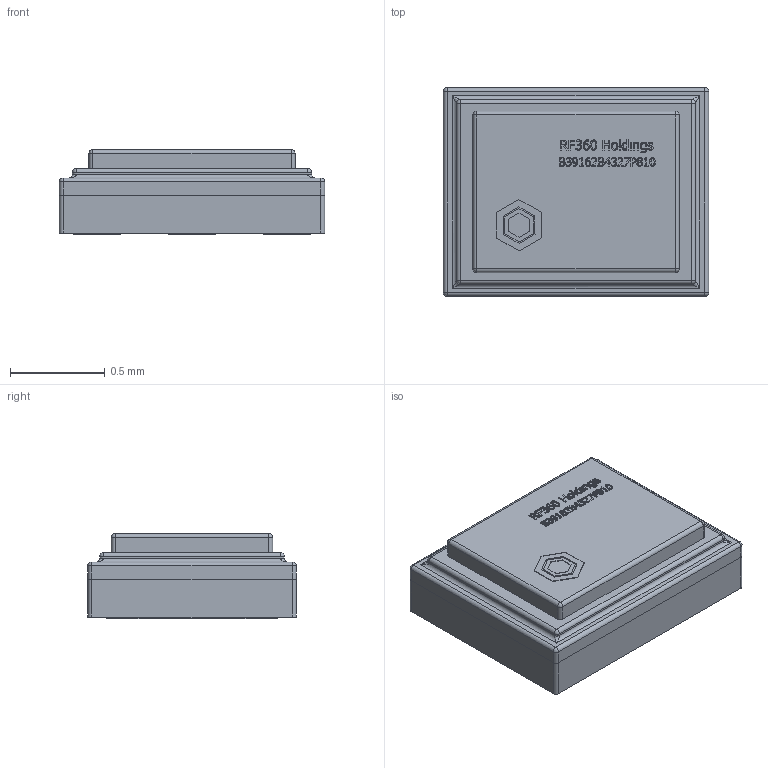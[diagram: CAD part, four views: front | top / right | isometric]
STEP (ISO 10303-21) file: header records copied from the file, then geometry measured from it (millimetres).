
FILE_DESCRIPTION( ( '' ), ' ' );
FILE_NAME( '5c381e98174cb91524f9b504.step', '2019-01-11T04:42:01', ( '' ), ( '' ), ' ', ' ', ' ' );
FILE_SCHEMA( ( 'AUTOMOTIVE_DESIGN { 1 0 10303 214 1 1 1 1 }' ) );
Length unit declared in the file: metre
Products named in the file (37): Open CASCADE STEP translator 6.8 3; Open CASCADE STEP translator 6.8 2; Open CASCADE STEP translator 6.8 1
Bounding box: 1.4 x 1.1 x 0.45 mm (x, y, z)
Volume: 0.6 mm3; surface area: 9.3 mm2
Topology: 37 solids, 37 shells, 624 faces, 1629 edges, 1064 vertices
Faces by surface type: plane 317, cylinder 247, extrusion 24, sphere 21, bspline 15
Entity records: 33014 total; most frequent: CARTESIAN_POINT 4651, ORIENTED_EDGE 3192, DIRECTION 3042, STYLED_ITEM 2220, PRESENTATION_STYLE_ASSIGNMENT 2220, COLOUR_RGB 2220, EDGE_CURVE 1596, CURVE_STYLE 1596
